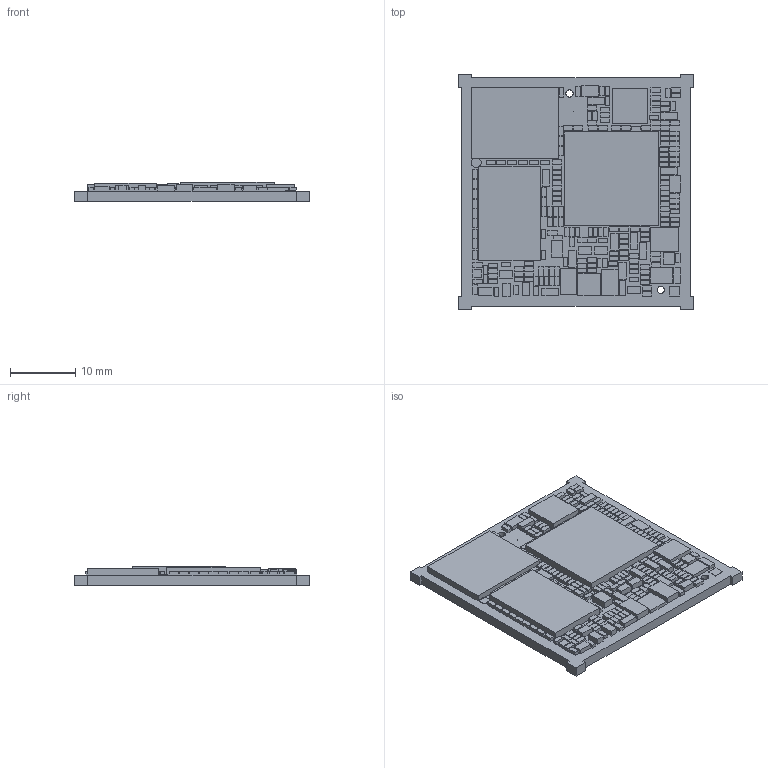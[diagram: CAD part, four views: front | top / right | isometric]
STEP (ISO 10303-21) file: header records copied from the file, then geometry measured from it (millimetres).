
FILE_DESCRIPTION(('FreeCAD Model'),'2;1');
FILE_NAME('1468-1.step','2017-01-20T08:45:31', ('FreeCAD'),('FreeCAD'),'Open CASCADE STEP processor 6.3','FreeCAD', 'Unknown');
FILE_SCHEMA(('AUTOMOTIVE_DESIGN_CC2 { 1 2 10303 214 -1 1 5 4 }'));
Length unit declared in the file: millimetre
Products named in the file (231): Board_outline; C1; C10; C100; C101; C102; C103; C104; C105; C107; C108; C109; C11; C112; C113; C114; C115; C116; C117; C118; C119; C12; C120; C121; C122; C123; C127; C13; C14; C15; C16; C17; C18; C19; C2; C20; C21; C22; C23; C24 ...
Bounding box: 36 x 36 x 2.92 mm (x, y, z)
Volume: 2745.7 mm3; surface area: 5219.3 mm2
Topology: 231 solids, 231 shells, 1388 faces, 2778 edges, 1852 vertices
Faces by surface type: plane 1366, cylinder 22
Entity records: 75576 total; most frequent: CARTESIAN_POINT 11707, DIRECTION 11134, LINE 8246, VECTOR 8246, ORIENTED_EDGE 5556, PCURVE 5556, DEFINITIONAL_REPRESENTATION 5556, EDGE_CURVE 2778
